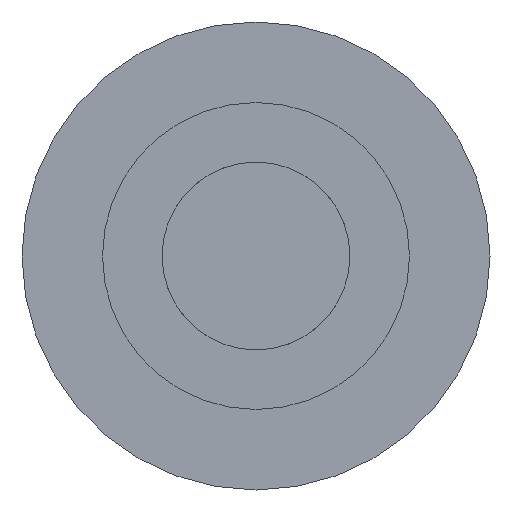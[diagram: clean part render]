
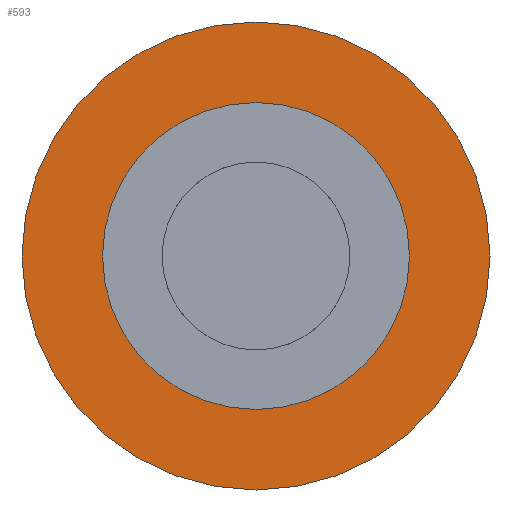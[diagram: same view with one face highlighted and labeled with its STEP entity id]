
A CAD part, front view. The second image highlights one B-rep face of the part: STEP entity #593.
In plain terms, the highlighted planar face has unit normal (0, -1, 0).
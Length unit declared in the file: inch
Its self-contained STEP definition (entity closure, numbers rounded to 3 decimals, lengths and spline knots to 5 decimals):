
#66 = EDGE_CURVE ( 'NONE', #675, #705, #915, .T. ) ;
#70 = EDGE_CURVE ( 'NONE', #705, #675, #905, .T. ) ;
#77 = EDGE_CURVE ( 'NONE', #663, #756, #894, .T. ) ;
#108 = DIRECTION ( 'NONE',  ( 0., 0., -1. ) ) ;
#109 = DIRECTION ( 'NONE',  ( 0., -1., 0. ) ) ;
#113 = CARTESIAN_POINT ( 'NONE',  ( 0., 0., 0. ) ) ;
#168 = DIRECTION ( 'NONE',  ( 0., 0., -1. ) ) ;
#240 = CARTESIAN_POINT ( 'NONE',  ( 0., 0., 0. ) ) ;
#307 = DIRECTION ( 'NONE',  ( 0., -1., 0. ) ) ;
#364 = DIRECTION ( 'NONE',  ( 0., 0., -1. ) ) ;
#365 = DIRECTION ( 'NONE',  ( 0., -1., 0. ) ) ;
#366 = CARTESIAN_POINT ( 'NONE',  ( 0., 0., 0. ) ) ;
#373 = ORIENTED_EDGE ( 'NONE', *, *, #66, .T. ) ;
#382 = DIRECTION ( 'NONE',  ( 0., 0., -1. ) ) ;
#383 = DIRECTION ( 'NONE',  ( 0., -1., 0. ) ) ;
#384 = CARTESIAN_POINT ( 'NONE',  ( 0., 0., 0. ) ) ;
#438 = EDGE_LOOP ( 'NONE', ( #373, #469 ) ) ;
#469 = ORIENTED_EDGE ( 'NONE', *, *, #70, .T. ) ;
#482 = EDGE_LOOP ( 'NONE', ( #660, #562 ) ) ;
#562 = ORIENTED_EDGE ( 'NONE', *, *, #574, .F. ) ;
#574 = EDGE_CURVE ( 'NONE', #756, #663, #835, .T. ) ;
#593 = ADVANCED_FACE ( 'NONE', ( #1002, #1018 ), #998, .F. ) ;
#660 = ORIENTED_EDGE ( 'NONE', *, *, #77, .F. ) ;
#663 = VERTEX_POINT ( 'NONE', #1063 ) ;
#675 = VERTEX_POINT ( 'NONE', #1052 ) ;
#705 = VERTEX_POINT ( 'NONE', #1038 ) ;
#756 = VERTEX_POINT ( 'NONE', #1011 ) ;
#803 = AXIS2_PLACEMENT_3D ( 'NONE', #1021, #997, #995 ) ;
#833 = AXIS2_PLACEMENT_3D ( 'NONE', #113, #109, #108 ) ;
#835 = CIRCLE ( 'NONE', #833, 0.515 ) ;
#890 = AXIS2_PLACEMENT_3D ( 'NONE', #240, #307, #168 ) ;
#894 = CIRCLE ( 'NONE', #890, 0.515 ) ;
#902 = AXIS2_PLACEMENT_3D ( 'NONE', #366, #365, #364 ) ;
#905 = CIRCLE ( 'NONE', #902, 0.785 ) ;
#910 = AXIS2_PLACEMENT_3D ( 'NONE', #384, #383, #382 ) ;
#915 = CIRCLE ( 'NONE', #910, 0.785 ) ;
#995 = DIRECTION ( 'NONE',  ( 0., 0., 1. ) ) ;
#997 = DIRECTION ( 'NONE',  ( 0., 1., 0. ) ) ;
#998 = PLANE ( 'NONE',  #803 ) ;
#1002 = FACE_BOUND ( 'NONE', #482, .T. ) ;
#1011 = CARTESIAN_POINT ( 'NONE',  ( 0., 0., 0.515 ) ) ;
#1018 = FACE_OUTER_BOUND ( 'NONE', #438, .T. ) ;
#1021 = CARTESIAN_POINT ( 'NONE',  ( -0.785, 0., 0. ) ) ;
#1038 = CARTESIAN_POINT ( 'NONE',  ( 0., 0., 0.785 ) ) ;
#1052 = CARTESIAN_POINT ( 'NONE',  ( 0., 0., -0.785 ) ) ;
#1063 = CARTESIAN_POINT ( 'NONE',  ( 0., 0., -0.515 ) ) ;
